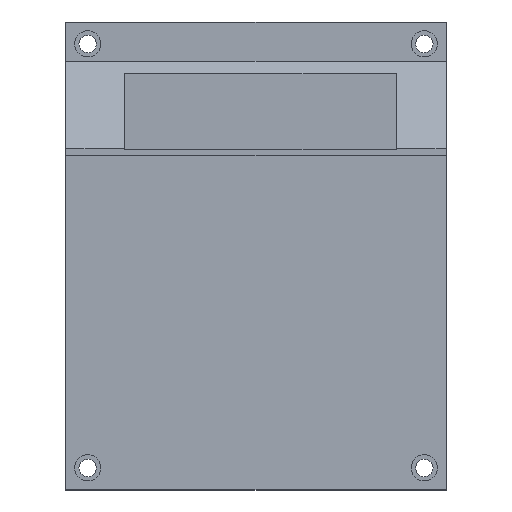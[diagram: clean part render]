
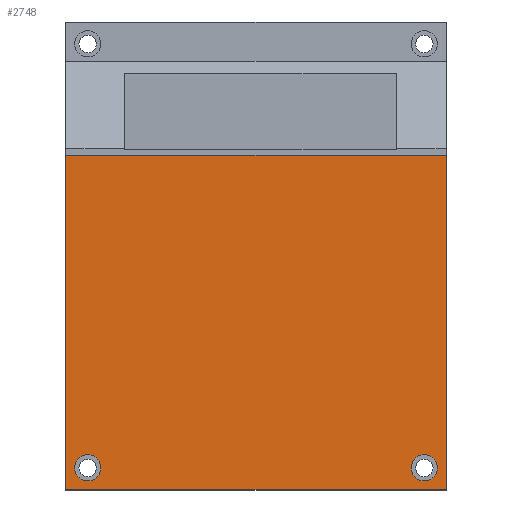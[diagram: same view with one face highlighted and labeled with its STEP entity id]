
A CAD part, top view. The second image highlights one B-rep face of the part: STEP entity #2748.
In plain terms, the highlighted planar face has unit normal (0, 0, 1).
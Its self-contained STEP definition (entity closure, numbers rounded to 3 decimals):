
#518 = PLANE('',#519);
#519 = AXIS2_PLACEMENT_3D('',#520,#521,#522);
#520 = CARTESIAN_POINT('',(-21.75,-26.75,6.));
#521 = DIRECTION('',(-1.,0.,0.));
#522 = DIRECTION('',(0.,1.,0.));
#546 = PLANE('',#547);
#547 = AXIS2_PLACEMENT_3D('',#548,#549,#550);
#548 = CARTESIAN_POINT('',(21.75,-26.75,6.));
#549 = DIRECTION('',(0.,-1.,0.));
#550 = DIRECTION('',(-1.,0.,0.));
#574 = PLANE('',#575);
#575 = AXIS2_PLACEMENT_3D('',#576,#577,#578);
#576 = CARTESIAN_POINT('',(21.75,26.75,6.));
#577 = DIRECTION('',(1.,0.,0.));
#578 = DIRECTION('',(0.,-1.,0.));
#752 = VERTEX_POINT('',#753);
#753 = CARTESIAN_POINT('',(-21.75,11.5,22.));
#790 = PLANE('',#791);
#791 = AXIS2_PLACEMENT_3D('',#792,#793,#794);
#792 = CARTESIAN_POINT('',(0.,0.,22.));
#793 = DIRECTION('',(-0.,-0.,-1.));
#794 = DIRECTION('',(-1.,0.,0.));
#1532 = VERTEX_POINT('',#1533);
#1533 = CARTESIAN_POINT('',(21.75,-26.75,22.));
#1556 = VERTEX_POINT('',#1557);
#1557 = CARTESIAN_POINT('',(21.75,11.5,22.));
#1578 = EDGE_CURVE('',#1556,#1532,#1579,.T.);
#1579 = SURFACE_CURVE('',#1580,(#1584,#1591),.PCURVE_S1.);
#1580 = LINE('',#1581,#1582);
#1581 = CARTESIAN_POINT('',(21.75,26.75,22.));
#1582 = VECTOR('',#1583,1.);
#1583 = DIRECTION('',(0.,-1.,0.));
#1584 = PCURVE('',#574,#1585);
#1585 = DEFINITIONAL_REPRESENTATION('',(#1586),#1590);
#1586 = LINE('',#1587,#1588);
#1587 = CARTESIAN_POINT('',(0.,-16.));
#1588 = VECTOR('',#1589,1.);
#1589 = DIRECTION('',(1.,0.));
#1590 = ( GEOMETRIC_REPRESENTATION_CONTEXT(2) 
PARAMETRIC_REPRESENTATION_CONTEXT() REPRESENTATION_CONTEXT('2D SPACE',''
  ) );
#1591 = PCURVE('',#1592,#1597);
#1592 = PLANE('',#1593);
#1593 = AXIS2_PLACEMENT_3D('',#1594,#1595,#1596);
#1594 = CARTESIAN_POINT('',(0.,0.,22.));
#1595 = DIRECTION('',(-0.,-0.,-1.));
#1596 = DIRECTION('',(-1.,0.,0.));
#1597 = DEFINITIONAL_REPRESENTATION('',(#1598),#1602);
#1598 = LINE('',#1599,#1600);
#1599 = CARTESIAN_POINT('',(-21.75,26.75));
#1600 = VECTOR('',#1601,1.);
#1601 = DIRECTION('',(0.,-1.));
#1602 = ( GEOMETRIC_REPRESENTATION_CONTEXT(2) 
PARAMETRIC_REPRESENTATION_CONTEXT() REPRESENTATION_CONTEXT('2D SPACE',''
  ) );
#1609 = EDGE_CURVE('',#1532,#1610,#1612,.T.);
#1610 = VERTEX_POINT('',#1611);
#1611 = CARTESIAN_POINT('',(-21.75,-26.75,22.));
#1612 = SURFACE_CURVE('',#1613,(#1617,#1624),.PCURVE_S1.);
#1613 = LINE('',#1614,#1615);
#1614 = CARTESIAN_POINT('',(21.75,-26.75,22.));
#1615 = VECTOR('',#1616,1.);
#1616 = DIRECTION('',(-1.,0.,0.));
#1617 = PCURVE('',#546,#1618);
#1618 = DEFINITIONAL_REPRESENTATION('',(#1619),#1623);
#1619 = LINE('',#1620,#1621);
#1620 = CARTESIAN_POINT('',(0.,-16.));
#1621 = VECTOR('',#1622,1.);
#1622 = DIRECTION('',(1.,0.));
#1623 = ( GEOMETRIC_REPRESENTATION_CONTEXT(2) 
PARAMETRIC_REPRESENTATION_CONTEXT() REPRESENTATION_CONTEXT('2D SPACE',''
  ) );
#1624 = PCURVE('',#1592,#1625);
#1625 = DEFINITIONAL_REPRESENTATION('',(#1626),#1630);
#1626 = LINE('',#1627,#1628);
#1627 = CARTESIAN_POINT('',(-21.75,-26.75));
#1628 = VECTOR('',#1629,1.);
#1629 = DIRECTION('',(1.,0.));
#1630 = ( GEOMETRIC_REPRESENTATION_CONTEXT(2) 
PARAMETRIC_REPRESENTATION_CONTEXT() REPRESENTATION_CONTEXT('2D SPACE',''
  ) );
#1659 = EDGE_CURVE('',#1610,#752,#1660,.T.);
#1660 = SURFACE_CURVE('',#1661,(#1665,#1672),.PCURVE_S1.);
#1661 = LINE('',#1662,#1663);
#1662 = CARTESIAN_POINT('',(-21.75,-26.75,22.));
#1663 = VECTOR('',#1664,1.);
#1664 = DIRECTION('',(0.,1.,0.));
#1665 = PCURVE('',#518,#1666);
#1666 = DEFINITIONAL_REPRESENTATION('',(#1667),#1671);
#1667 = LINE('',#1668,#1669);
#1668 = CARTESIAN_POINT('',(0.,-16.));
#1669 = VECTOR('',#1670,1.);
#1670 = DIRECTION('',(1.,0.));
#1671 = ( GEOMETRIC_REPRESENTATION_CONTEXT(2) 
PARAMETRIC_REPRESENTATION_CONTEXT() REPRESENTATION_CONTEXT('2D SPACE',''
  ) );
#1672 = PCURVE('',#1592,#1673);
#1673 = DEFINITIONAL_REPRESENTATION('',(#1674),#1678);
#1674 = LINE('',#1675,#1676);
#1675 = CARTESIAN_POINT('',(21.75,-26.75));
#1676 = VECTOR('',#1677,1.);
#1677 = DIRECTION('',(0.,1.));
#1678 = ( GEOMETRIC_REPRESENTATION_CONTEXT(2) 
PARAMETRIC_REPRESENTATION_CONTEXT() REPRESENTATION_CONTEXT('2D SPACE',''
  ) );
#1906 = EDGE_CURVE('',#1556,#752,#1907,.T.);
#1907 = SURFACE_CURVE('',#1908,(#1912,#1919),.PCURVE_S1.);
#1908 = LINE('',#1909,#1910);
#1909 = CARTESIAN_POINT('',(21.75,11.5,22.));
#1910 = VECTOR('',#1911,1.);
#1911 = DIRECTION('',(-1.,0.,0.));
#1912 = PCURVE('',#790,#1913);
#1913 = DEFINITIONAL_REPRESENTATION('',(#1914),#1918);
#1914 = LINE('',#1915,#1916);
#1915 = CARTESIAN_POINT('',(-21.75,11.5));
#1916 = VECTOR('',#1917,1.);
#1917 = DIRECTION('',(1.,0.));
#1918 = ( GEOMETRIC_REPRESENTATION_CONTEXT(2) 
PARAMETRIC_REPRESENTATION_CONTEXT() REPRESENTATION_CONTEXT('2D SPACE',''
  ) );
#1919 = PCURVE('',#1592,#1920);
#1920 = DEFINITIONAL_REPRESENTATION('',(#1921),#1925);
#1921 = LINE('',#1922,#1923);
#1922 = CARTESIAN_POINT('',(-21.75,11.5));
#1923 = VECTOR('',#1924,1.);
#1924 = DIRECTION('',(1.,0.));
#1925 = ( GEOMETRIC_REPRESENTATION_CONTEXT(2) 
PARAMETRIC_REPRESENTATION_CONTEXT() REPRESENTATION_CONTEXT('2D SPACE',''
  ) );
#2748 = ADVANCED_FACE('',(#2749,#2755,#2790),#1592,.F.);
#2749 = FACE_BOUND('',#2750,.F.);
#2750 = EDGE_LOOP('',(#2751,#2752,#2753,#2754));
#2751 = ORIENTED_EDGE('',*,*,#1609,.T.);
#2752 = ORIENTED_EDGE('',*,*,#1659,.T.);
#2753 = ORIENTED_EDGE('',*,*,#1906,.F.);
#2754 = ORIENTED_EDGE('',*,*,#1578,.T.);
#2755 = FACE_BOUND('',#2756,.F.);
#2756 = EDGE_LOOP('',(#2757));
#2757 = ORIENTED_EDGE('',*,*,#2758,.T.);
#2758 = EDGE_CURVE('',#2759,#2759,#2761,.T.);
#2759 = VERTEX_POINT('',#2760);
#2760 = CARTESIAN_POINT('',(20.75,-24.25,22.));
#2761 = SURFACE_CURVE('',#2762,(#2767,#2778),.PCURVE_S1.);
#2762 = CIRCLE('',#2763,1.5);
#2763 = AXIS2_PLACEMENT_3D('',#2764,#2765,#2766);
#2764 = CARTESIAN_POINT('',(19.25,-24.25,22.));
#2765 = DIRECTION('',(0.,0.,1.));
#2766 = DIRECTION('',(1.,0.,0.));
#2767 = PCURVE('',#1592,#2768);
#2768 = DEFINITIONAL_REPRESENTATION('',(#2769),#2777);
#2769 = ( BOUNDED_CURVE() B_SPLINE_CURVE(2,(#2770,#2771,#2772,#2773,
#2774,#2775,#2776),.UNSPECIFIED.,.T.,.F.) B_SPLINE_CURVE_WITH_KNOTS((1,2
    ,2,2,2,1),(-2.094,0.,2.094,4.189,
6.283,8.378),.UNSPECIFIED.) CURVE() 
GEOMETRIC_REPRESENTATION_ITEM() RATIONAL_B_SPLINE_CURVE((1.,0.5,1.,0.5,
1.,0.5,1.)) REPRESENTATION_ITEM('') );
#2770 = CARTESIAN_POINT('',(-20.75,-24.25));
#2771 = CARTESIAN_POINT('',(-20.75,-21.652));
#2772 = CARTESIAN_POINT('',(-18.5,-22.951));
#2773 = CARTESIAN_POINT('',(-16.25,-24.25));
#2774 = CARTESIAN_POINT('',(-18.5,-25.549));
#2775 = CARTESIAN_POINT('',(-20.75,-26.848));
#2776 = CARTESIAN_POINT('',(-20.75,-24.25));
#2777 = ( GEOMETRIC_REPRESENTATION_CONTEXT(2) 
PARAMETRIC_REPRESENTATION_CONTEXT() REPRESENTATION_CONTEXT('2D SPACE',''
  ) );
#2778 = PCURVE('',#2779,#2784);
#2779 = CYLINDRICAL_SURFACE('',#2780,1.5);
#2780 = AXIS2_PLACEMENT_3D('',#2781,#2782,#2783);
#2781 = CARTESIAN_POINT('',(19.25,-24.25,22.));
#2782 = DIRECTION('',(0.,0.,1.));
#2783 = DIRECTION('',(1.,0.,0.));
#2784 = DEFINITIONAL_REPRESENTATION('',(#2785),#2789);
#2785 = LINE('',#2786,#2787);
#2786 = CARTESIAN_POINT('',(0.,0.));
#2787 = VECTOR('',#2788,1.);
#2788 = DIRECTION('',(1.,0.));
#2789 = ( GEOMETRIC_REPRESENTATION_CONTEXT(2) 
PARAMETRIC_REPRESENTATION_CONTEXT() REPRESENTATION_CONTEXT('2D SPACE',''
  ) );
#2790 = FACE_BOUND('',#2791,.F.);
#2791 = EDGE_LOOP('',(#2792));
#2792 = ORIENTED_EDGE('',*,*,#2793,.T.);
#2793 = EDGE_CURVE('',#2794,#2794,#2796,.T.);
#2794 = VERTEX_POINT('',#2795);
#2795 = CARTESIAN_POINT('',(-17.75,-24.25,22.));
#2796 = SURFACE_CURVE('',#2797,(#2802,#2813),.PCURVE_S1.);
#2797 = CIRCLE('',#2798,1.5);
#2798 = AXIS2_PLACEMENT_3D('',#2799,#2800,#2801);
#2799 = CARTESIAN_POINT('',(-19.25,-24.25,22.));
#2800 = DIRECTION('',(0.,0.,1.));
#2801 = DIRECTION('',(1.,0.,0.));
#2802 = PCURVE('',#1592,#2803);
#2803 = DEFINITIONAL_REPRESENTATION('',(#2804),#2812);
#2804 = ( BOUNDED_CURVE() B_SPLINE_CURVE(2,(#2805,#2806,#2807,#2808,
#2809,#2810,#2811),.UNSPECIFIED.,.T.,.F.) B_SPLINE_CURVE_WITH_KNOTS((1,2
    ,2,2,2,1),(-2.094,0.,2.094,4.189,
6.283,8.378),.UNSPECIFIED.) CURVE() 
GEOMETRIC_REPRESENTATION_ITEM() RATIONAL_B_SPLINE_CURVE((1.,0.5,1.,0.5,
1.,0.5,1.)) REPRESENTATION_ITEM('') );
#2805 = CARTESIAN_POINT('',(17.75,-24.25));
#2806 = CARTESIAN_POINT('',(17.75,-21.652));
#2807 = CARTESIAN_POINT('',(20.,-22.951));
#2808 = CARTESIAN_POINT('',(22.25,-24.25));
#2809 = CARTESIAN_POINT('',(20.,-25.549));
#2810 = CARTESIAN_POINT('',(17.75,-26.848));
#2811 = CARTESIAN_POINT('',(17.75,-24.25));
#2812 = ( GEOMETRIC_REPRESENTATION_CONTEXT(2) 
PARAMETRIC_REPRESENTATION_CONTEXT() REPRESENTATION_CONTEXT('2D SPACE',''
  ) );
#2813 = PCURVE('',#2814,#2819);
#2814 = CYLINDRICAL_SURFACE('',#2815,1.5);
#2815 = AXIS2_PLACEMENT_3D('',#2816,#2817,#2818);
#2816 = CARTESIAN_POINT('',(-19.25,-24.25,22.));
#2817 = DIRECTION('',(0.,0.,1.));
#2818 = DIRECTION('',(1.,0.,0.));
#2819 = DEFINITIONAL_REPRESENTATION('',(#2820),#2824);
#2820 = LINE('',#2821,#2822);
#2821 = CARTESIAN_POINT('',(0.,0.));
#2822 = VECTOR('',#2823,1.);
#2823 = DIRECTION('',(1.,0.));
#2824 = ( GEOMETRIC_REPRESENTATION_CONTEXT(2) 
PARAMETRIC_REPRESENTATION_CONTEXT() REPRESENTATION_CONTEXT('2D SPACE',''
  ) );
